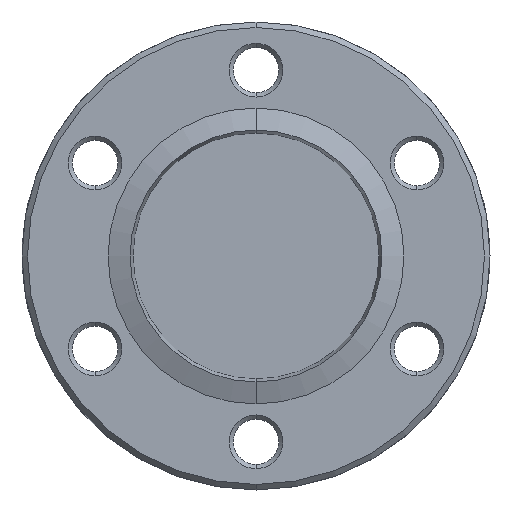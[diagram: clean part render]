
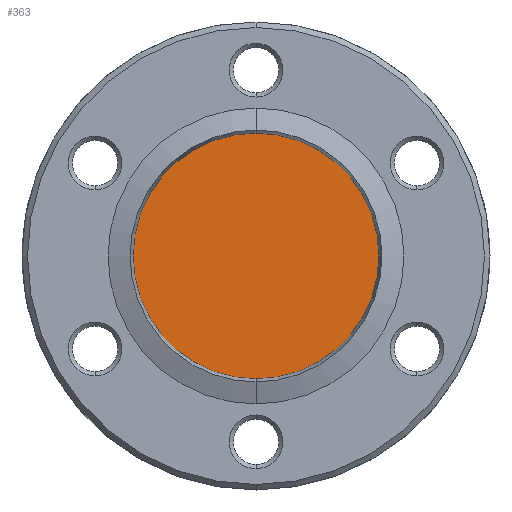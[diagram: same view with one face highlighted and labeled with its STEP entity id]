
A CAD part, front view. The second image highlights one B-rep face of the part: STEP entity #363.
In plain terms, the highlighted planar face has unit normal (0, -1, 0).
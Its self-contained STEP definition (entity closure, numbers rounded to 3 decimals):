
#37 = EDGE_CURVE ( 'NONE', #769, #638, #1061, .T. ) ;
#67 = AXIS2_PLACEMENT_3D ( 'NONE', #1557, #840, #577 ) ;
#351 = PLANE ( 'NONE',  #1350 ) ;
#363 = ADVANCED_FACE ( 'NONE', ( #1742 ), #351, .T. ) ;
#497 = CARTESIAN_POINT ( 'NONE',  ( 0., 1.2, -8.932 ) ) ;
#508 = EDGE_CURVE ( 'NONE', #638, #769, #1326, .T. ) ;
#577 = DIRECTION ( 'NONE',  ( 0., 0., 1. ) ) ;
#638 = VERTEX_POINT ( 'NONE', #497 ) ;
#769 = VERTEX_POINT ( 'NONE', #917 ) ;
#840 = DIRECTION ( 'NONE',  ( 0., 1., 0. ) ) ;
#901 = DIRECTION ( 'NONE',  ( 0., 1., 0. ) ) ;
#917 = CARTESIAN_POINT ( 'NONE',  ( 0., 1.2, 8.932 ) ) ;
#948 = DIRECTION ( 'NONE',  ( 0., 0., -1. ) ) ;
#987 = AXIS2_PLACEMENT_3D ( 'NONE', #1057, #901, #1908 ) ;
#1057 = CARTESIAN_POINT ( 'NONE',  ( 0., 1.2, 0. ) ) ;
#1061 = CIRCLE ( 'NONE', #987, 8.932 ) ;
#1326 = CIRCLE ( 'NONE', #67, 8.932 ) ;
#1350 = AXIS2_PLACEMENT_3D ( 'NONE', #1493, #1810, #948 ) ;
#1446 = ORIENTED_EDGE ( 'NONE', *, *, #508, .F. ) ;
#1493 = CARTESIAN_POINT ( 'NONE',  ( 0., 1.2, 8.932 ) ) ;
#1557 = CARTESIAN_POINT ( 'NONE',  ( 0., 1.2, 0. ) ) ;
#1742 = FACE_OUTER_BOUND ( 'NONE', #1951, .T. ) ;
#1810 = DIRECTION ( 'NONE',  ( 0., -1., 0. ) ) ;
#1881 = ORIENTED_EDGE ( 'NONE', *, *, #37, .F. ) ;
#1908 = DIRECTION ( 'NONE',  ( 0., 0., 1. ) ) ;
#1951 = EDGE_LOOP ( 'NONE', ( #1446, #1881 ) ) ;
